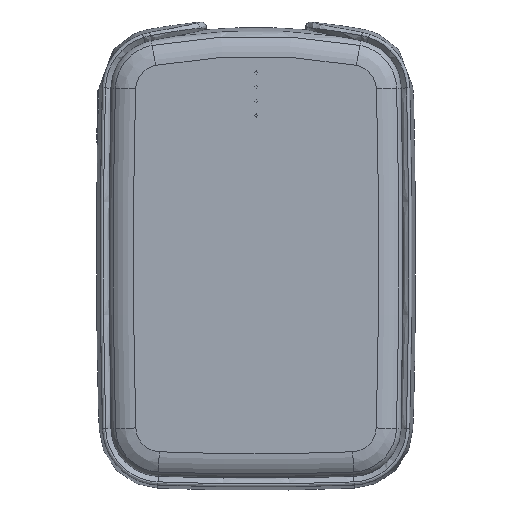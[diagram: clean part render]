
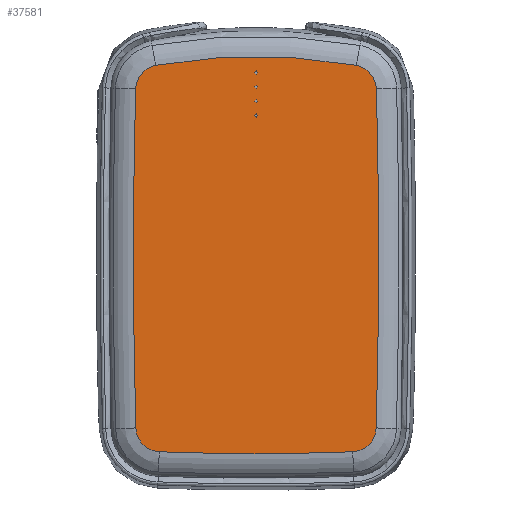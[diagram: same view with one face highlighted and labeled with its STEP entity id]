
A CAD part, front view. The second image highlights one B-rep face of the part: STEP entity #37581.
In plain terms, the highlighted planar face has unit normal (0, -1, 0).
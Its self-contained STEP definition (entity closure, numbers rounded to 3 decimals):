
#1700=PLANE('',#40924);
#7242=FACE_BOUND('',#11286,.T.);
#7243=FACE_BOUND('',#11287,.T.);
#7244=FACE_BOUND('',#11288,.T.);
#7245=FACE_BOUND('',#11289,.T.);
#9249=FACE_OUTER_BOUND('',#11285,.T.);
#11285=EDGE_LOOP('',(#33290,#33291,#33292,#33293,#33294,#33295,#33296,#33297));
#11286=EDGE_LOOP('',(#33298));
#11287=EDGE_LOOP('',(#33299));
#11288=EDGE_LOOP('',(#33300));
#11289=EDGE_LOOP('',(#33301));
#12764=CIRCLE('',#40719,1499.064);
#12766=CIRCLE('',#40721,6.);
#12768=CIRCLE('',#40724,136.923);
#12771=CIRCLE('',#40727,6.);
#12848=CIRCLE('',#40923,0.4);
#12849=CIRCLE('',#40925,1499.064);
#12850=CIRCLE('',#40926,6.);
#12851=CIRCLE('',#40927,568.687);
#12852=CIRCLE('',#40928,6.);
#12853=CIRCLE('',#40929,0.4);
#12854=CIRCLE('',#40930,0.4);
#12855=CIRCLE('',#40931,0.4);
#17080=VERTEX_POINT('',#93142);
#17081=VERTEX_POINT('',#93144);
#17082=VERTEX_POINT('',#93156);
#17083=VERTEX_POINT('',#93160);
#17085=VERTEX_POINT('',#93174);
#17328=VERTEX_POINT('',#94095);
#17329=VERTEX_POINT('',#94099);
#17330=VERTEX_POINT('',#94101);
#17331=VERTEX_POINT('',#94103);
#17332=VERTEX_POINT('',#94106);
#17333=VERTEX_POINT('',#94108);
#17334=VERTEX_POINT('',#94110);
#22295=EDGE_CURVE('',#17080,#17081,#12764,.T.);
#22297=EDGE_CURVE('',#17081,#17082,#12766,.T.);
#22299=EDGE_CURVE('',#17082,#17083,#12768,.T.);
#22302=EDGE_CURVE('',#17083,#17085,#12771,.T.);
#22665=EDGE_CURVE('',#17328,#17328,#12848,.T.);
#22667=EDGE_CURVE('',#17085,#17329,#12849,.T.);
#22668=EDGE_CURVE('',#17330,#17080,#12850,.T.);
#22669=EDGE_CURVE('',#17331,#17330,#12851,.T.);
#22670=EDGE_CURVE('',#17329,#17331,#12852,.T.);
#22671=EDGE_CURVE('',#17332,#17332,#12853,.T.);
#22672=EDGE_CURVE('',#17333,#17333,#12854,.T.);
#22673=EDGE_CURVE('',#17334,#17334,#12855,.T.);
#33290=ORIENTED_EDGE('',*,*,#22667,.F.);
#33291=ORIENTED_EDGE('',*,*,#22302,.F.);
#33292=ORIENTED_EDGE('',*,*,#22299,.F.);
#33293=ORIENTED_EDGE('',*,*,#22297,.F.);
#33294=ORIENTED_EDGE('',*,*,#22295,.F.);
#33295=ORIENTED_EDGE('',*,*,#22668,.F.);
#33296=ORIENTED_EDGE('',*,*,#22669,.F.);
#33297=ORIENTED_EDGE('',*,*,#22670,.F.);
#33298=ORIENTED_EDGE('',*,*,#22665,.F.);
#33299=ORIENTED_EDGE('',*,*,#22671,.F.);
#33300=ORIENTED_EDGE('',*,*,#22672,.F.);
#33301=ORIENTED_EDGE('',*,*,#22673,.F.);
#37581=ADVANCED_FACE('',(#9249,#7242,#7243,#7244,#7245),#1700,.F.);
#40719=AXIS2_PLACEMENT_3D('',#93145,#49502,#49503);
#40721=AXIS2_PLACEMENT_3D('',#93157,#49506,#49507);
#40724=AXIS2_PLACEMENT_3D('',#93161,#49512,#49513);
#40727=AXIS2_PLACEMENT_3D('',#93175,#49518,#49519);
#40923=AXIS2_PLACEMENT_3D('',#94096,#50162,#50163);
#40924=AXIS2_PLACEMENT_3D('',#94098,#50165,#50166);
#40925=AXIS2_PLACEMENT_3D('',#94100,#50167,#50168);
#40926=AXIS2_PLACEMENT_3D('',#94102,#50169,#50170);
#40927=AXIS2_PLACEMENT_3D('',#94104,#50171,#50172);
#40928=AXIS2_PLACEMENT_3D('',#94105,#50173,#50174);
#40929=AXIS2_PLACEMENT_3D('',#94107,#50175,#50176);
#40930=AXIS2_PLACEMENT_3D('',#94109,#50177,#50178);
#40931=AXIS2_PLACEMENT_3D('',#94111,#50179,#50180);
#49502=DIRECTION('center_axis',(0.,1.,0.));
#49503=DIRECTION('ref_axis',(-1.,0.,-0.028));
#49506=DIRECTION('center_axis',(0.,1.,0.));
#49507=DIRECTION('ref_axis',(-1.,0.,0.027));
#49512=DIRECTION('center_axis',(0.,1.,0.));
#49513=DIRECTION('ref_axis',(-0.179,0.,0.984));
#49518=DIRECTION('center_axis',(0.,1.,0.));
#49519=DIRECTION('ref_axis',(0.179,0.,0.984));
#50162=DIRECTION('center_axis',(0.,-1.,0.));
#50163=DIRECTION('ref_axis',(0.,0.,-1.));
#50165=DIRECTION('center_axis',(0.,1.,0.));
#50166=DIRECTION('ref_axis',(1.,0.,0.));
#50167=DIRECTION('center_axis',(0.,1.,0.));
#50168=DIRECTION('ref_axis',(1.,0.,0.027));
#50169=DIRECTION('center_axis',(0.,1.,0.));
#50170=DIRECTION('ref_axis',(-0.042,0.,-0.999));
#50171=DIRECTION('center_axis',(0.,1.,0.));
#50172=DIRECTION('ref_axis',(0.042,0.,-0.999));
#50173=DIRECTION('center_axis',(0.,1.,0.));
#50174=DIRECTION('ref_axis',(1.,0.,-0.028));
#50175=DIRECTION('center_axis',(0.,-1.,0.));
#50176=DIRECTION('ref_axis',(0.,0.,-1.));
#50177=DIRECTION('center_axis',(0.,-1.,0.));
#50178=DIRECTION('ref_axis',(0.,0.,-1.));
#50179=DIRECTION('center_axis',(0.,-1.,0.));
#50180=DIRECTION('ref_axis',(0.,0.,-1.));
#93142=CARTESIAN_POINT('',(-29.404,-12.,-42.282));
#93144=CARTESIAN_POINT('',(-29.449,-12.,40.645));
#93145=CARTESIAN_POINT('Origin',(1469.064,-12.,0.));
#93156=CARTESIAN_POINT('',(-24.526,-12.,46.386));
#93157=CARTESIAN_POINT('Origin',(-23.451,-12.,40.483));
#93160=CARTESIAN_POINT('',(24.526,-12.,46.386));
#93161=CARTESIAN_POINT('Origin',(0.,-12.,-88.323));
#93174=CARTESIAN_POINT('',(29.449,-12.,40.645));
#93175=CARTESIAN_POINT('Origin',(23.451,-12.,40.483));
#94095=CARTESIAN_POINT('',(0.,-12.,37.2));
#94096=CARTESIAN_POINT('Origin',(0.,-12.,37.6));
#94098=CARTESIAN_POINT('Origin',(0.,-12.,0.));
#94099=CARTESIAN_POINT('',(29.404,-12.,-42.282));
#94100=CARTESIAN_POINT('Origin',(-1469.064,-12.,0.));
#94101=CARTESIAN_POINT('',(-23.656,-12.,-48.108));
#94102=CARTESIAN_POINT('Origin',(-23.406,-12.,-42.113));
#94103=CARTESIAN_POINT('',(23.656,-12.,-48.108));
#94104=CARTESIAN_POINT('Origin',(0.,-12.,520.087));
#94105=CARTESIAN_POINT('Origin',(23.406,-12.,-42.113));
#94106=CARTESIAN_POINT('',(0.,-12.,40.7));
#94107=CARTESIAN_POINT('Origin',(0.,-12.,41.1));
#94108=CARTESIAN_POINT('',(0.,-12.,33.7));
#94109=CARTESIAN_POINT('Origin',(0.,-12.,34.1));
#94110=CARTESIAN_POINT('',(0.,-12.,44.2));
#94111=CARTESIAN_POINT('Origin',(0.,-12.,44.6));
